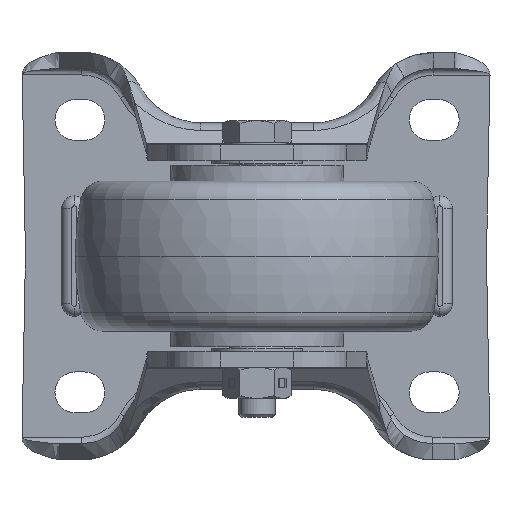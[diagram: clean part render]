
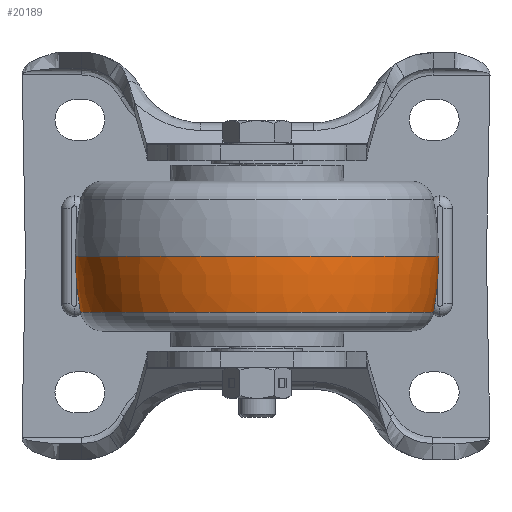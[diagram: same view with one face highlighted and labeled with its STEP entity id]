
A CAD part, front view. The second image highlights one B-rep face of the part: STEP entity #20189.
In plain terms, the highlighted toroidal (fillet/blend) face has major radius 34.996 mm and minor radius 75 mm.
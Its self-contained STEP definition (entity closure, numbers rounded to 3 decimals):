
#74 = CIRCLE ( 'NONE', #36058, 38.846 ) ;
#803 = CARTESIAN_POINT ( 'NONE',  ( 0., -68., 0.757 ) ) ;
#1153 = DIRECTION ( 'NONE',  ( 0., 1., 0. ) ) ;
#3635 = DIRECTION ( 'NONE',  ( 0., 0., -1. ) ) ;
#4861 = EDGE_CURVE ( 'NONE', #42376, #8980, #35336, .T. ) ;
#6130 = EDGE_CURVE ( 'NONE', #21267, #39349, #74, .T. ) ;
#6403 = DIRECTION ( 'NONE',  ( 0., 0., -1. ) ) ;
#7561 = DIRECTION ( 'NONE',  ( -1., 0., 0. ) ) ;
#7660 = DIRECTION ( 'NONE',  ( -1., 0., 0. ) ) ;
#8980 = VERTEX_POINT ( 'NONE', #43463 ) ;
#10226 = ORIENTED_EDGE ( 'NONE', *, *, #24512, .T. ) ;
#10887 = CARTESIAN_POINT ( 'NONE',  ( 40., -68., 0. ) ) ;
#14148 = DIRECTION ( 'NONE',  ( 0., 0., -1. ) ) ;
#16282 = AXIS2_PLACEMENT_3D ( 'NONE', #40855, #14148, #7561 ) ;
#16681 = CARTESIAN_POINT ( 'NONE',  ( 34.996, -68., 0.757 ) ) ;
#18279 = ORIENTED_EDGE ( 'NONE', *, *, #4861, .T. ) ;
#18577 = AXIS2_PLACEMENT_3D ( 'NONE', #16681, #40060, #3635 ) ;
#19628 = CARTESIAN_POINT ( 'NONE',  ( -38.846, -68., -12.371 ) ) ;
#20189 = ADVANCED_FACE ( 'NONE', ( #37446 ), #20281, .T. ) ;
#20213 = CIRCLE ( 'NONE', #36453, 75. ) ;
#20232 = DIRECTION ( 'NONE',  ( 0., 0., -1. ) ) ;
#20281 = TOROIDAL_SURFACE ( 'NONE', #37928, -34.996, 75. ) ;
#21267 = VERTEX_POINT ( 'NONE', #24605 ) ;
#24512 = EDGE_CURVE ( 'NONE', #8980, #39349, #34073, .T. ) ;
#24605 = CARTESIAN_POINT ( 'NONE',  ( 38.846, -68., -12.371 ) ) ;
#25969 = EDGE_CURVE ( 'NONE', #42376, #21267, #20213, .T. ) ;
#28100 = CARTESIAN_POINT ( 'NONE',  ( -34.996, -68., 0.757 ) ) ;
#29132 = ORIENTED_EDGE ( 'NONE', *, *, #25969, .F. ) ;
#29491 = ORIENTED_EDGE ( 'NONE', *, *, #6130, .F. ) ;
#33746 = DIRECTION ( 'NONE',  ( -1., 0., 0. ) ) ;
#34073 = CIRCLE ( 'NONE', #18577, 75. ) ;
#35336 = CIRCLE ( 'NONE', #16282, 40. ) ;
#35585 = EDGE_LOOP ( 'NONE', ( #29132, #18279, #10226, #29491 ) ) ;
#36058 = AXIS2_PLACEMENT_3D ( 'NONE', #40354, #6403, #33746 ) ;
#36453 = AXIS2_PLACEMENT_3D ( 'NONE', #28100, #1153, #41746 ) ;
#37446 = FACE_OUTER_BOUND ( 'NONE', #35585, .T. ) ;
#37928 = AXIS2_PLACEMENT_3D ( 'NONE', #803, #20232, #7660 ) ;
#39349 = VERTEX_POINT ( 'NONE', #19628 ) ;
#40060 = DIRECTION ( 'NONE',  ( 0., -1., 0. ) ) ;
#40354 = CARTESIAN_POINT ( 'NONE',  ( 0., -68., -12.371 ) ) ;
#40855 = CARTESIAN_POINT ( 'NONE',  ( 0., -68., 0. ) ) ;
#41746 = DIRECTION ( 'NONE',  ( -1., 0., 0. ) ) ;
#42376 = VERTEX_POINT ( 'NONE', #10887 ) ;
#43463 = CARTESIAN_POINT ( 'NONE',  ( -40., -68., 0. ) ) ;
